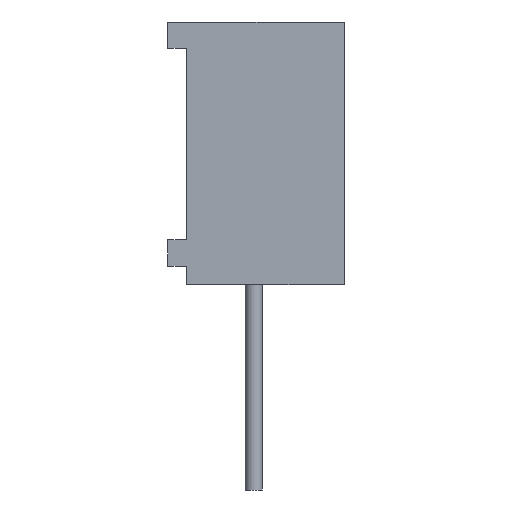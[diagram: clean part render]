
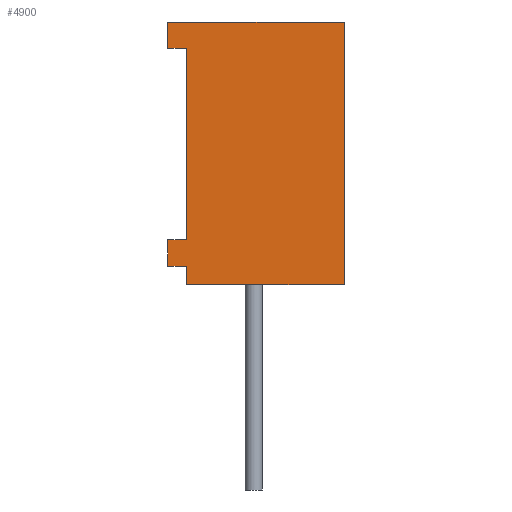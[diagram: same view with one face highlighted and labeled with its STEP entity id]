
A CAD part, left-side view. The second image highlights one B-rep face of the part: STEP entity #4900.
In plain terms, the highlighted planar face has unit normal (-1, 0, 0).
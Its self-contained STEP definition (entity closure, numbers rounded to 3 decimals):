
#260=LINE('',#7610,#656);
#264=LINE('',#7618,#660);
#279=LINE('',#7648,#675);
#283=LINE('',#7656,#679);
#286=LINE('',#7662,#682);
#445=LINE('',#8032,#841);
#449=LINE('',#8057,#845);
#450=LINE('',#8059,#846);
#454=LINE('',#8067,#850);
#455=LINE('',#8069,#851);
#656=VECTOR('',#5489,1000.);
#660=VECTOR('',#5493,1000.);
#675=VECTOR('',#5516,1000.);
#679=VECTOR('',#5524,1000.);
#682=VECTOR('',#5529,1000.);
#841=VECTOR('',#5850,1000.);
#845=VECTOR('',#5894,1000.);
#846=VECTOR('',#5897,1000.);
#850=VECTOR('',#5905,1000.);
#851=VECTOR('',#5906,1000.);
#1701=ORIENTED_EDGE('',*,*,#2353,.T.);
#1702=ORIENTED_EDGE('',*,*,#2152,.F.);
#1703=ORIENTED_EDGE('',*,*,#2133,.T.);
#1704=ORIENTED_EDGE('',*,*,#2335,.T.);
#1705=ORIENTED_EDGE('',*,*,#2358,.F.);
#1706=ORIENTED_EDGE('',*,*,#2359,.F.);
#1707=ORIENTED_EDGE('',*,*,#2354,.T.);
#1708=ORIENTED_EDGE('',*,*,#2159,.F.);
#1709=ORIENTED_EDGE('',*,*,#2137,.T.);
#1710=ORIENTED_EDGE('',*,*,#2156,.T.);
#2133=EDGE_CURVE('',#2540,#2539,#260,.T.);
#2137=EDGE_CURVE('',#2544,#2543,#264,.T.);
#2152=EDGE_CURVE('',#2540,#2554,#279,.T.);
#2156=EDGE_CURVE('',#2543,#2556,#283,.T.);
#2159=EDGE_CURVE('',#2544,#2558,#286,.T.);
#2335=EDGE_CURVE('',#2539,#2684,#445,.T.);
#2353=EDGE_CURVE('',#2556,#2554,#449,.T.);
#2354=EDGE_CURVE('',#2686,#2558,#450,.T.);
#2358=EDGE_CURVE('',#2688,#2684,#454,.T.);
#2359=EDGE_CURVE('',#2686,#2688,#455,.T.);
#2539=VERTEX_POINT('',#7609);
#2540=VERTEX_POINT('',#7611);
#2543=VERTEX_POINT('',#7617);
#2544=VERTEX_POINT('',#7619);
#2554=VERTEX_POINT('',#7646);
#2556=VERTEX_POINT('',#7655);
#2558=VERTEX_POINT('',#7660);
#2684=VERTEX_POINT('',#8031);
#2686=VERTEX_POINT('',#8060);
#2688=VERTEX_POINT('',#8068);
#2949=EDGE_LOOP('',(#1701,#1702,#1703,#1704,#1705,#1706,#1707,#1708,#1709,
#1710));
#3169=FACE_BOUND('',#2949,.T.);
#3345=PLANE('',#5108);
#4900=ADVANCED_FACE('',(#3169),#3345,.T.);
#5108=AXIS2_PLACEMENT_3D('',#8066,#5903,#5904);
#5489=DIRECTION('',(0.,0.,-1.));
#5493=DIRECTION('',(0.,0.,-1.));
#5516=DIRECTION('',(0.,1.,0.));
#5524=DIRECTION('',(0.,1.,0.));
#5529=DIRECTION('',(0.,1.,0.));
#5850=DIRECTION('',(0.,-1.,0.));
#5894=DIRECTION('',(0.,0.,-1.));
#5897=DIRECTION('',(0.,0.,-1.));
#5903=DIRECTION('',(-1.,0.,0.));
#5904=DIRECTION('',(0.,0.,1.));
#5905=DIRECTION('',(0.,0.,-1.));
#5906=DIRECTION('',(0.,-1.,0.));
#7609=CARTESIAN_POINT('',(-3.3,4.2,-3.5));
#7610=CARTESIAN_POINT('',(-3.3,4.2,-3.5));
#7611=CARTESIAN_POINT('',(-3.3,4.2,-3.));
#7617=CARTESIAN_POINT('',(-3.3,4.2,-2.3));
#7618=CARTESIAN_POINT('',(-3.3,4.2,2.8));
#7619=CARTESIAN_POINT('',(-3.3,4.2,2.8));
#7646=CARTESIAN_POINT('',(-3.3,4.7,-3.));
#7648=CARTESIAN_POINT('',(-3.3,4.2,-3.));
#7655=CARTESIAN_POINT('',(-3.3,4.7,-2.3));
#7656=CARTESIAN_POINT('',(-3.3,4.2,-2.3));
#7660=CARTESIAN_POINT('',(-3.3,4.7,2.8));
#7662=CARTESIAN_POINT('',(-3.3,4.2,2.8));
#8031=CARTESIAN_POINT('',(-3.3,0.,-3.5));
#8032=CARTESIAN_POINT('',(-3.3,4.7,-3.5));
#8057=CARTESIAN_POINT('',(-3.3,4.7,3.5));
#8059=CARTESIAN_POINT('',(-3.3,4.7,3.5));
#8060=CARTESIAN_POINT('',(-3.3,4.7,3.5));
#8066=CARTESIAN_POINT('',(-3.3,4.7,3.5));
#8067=CARTESIAN_POINT('',(-3.3,0.,3.5));
#8068=CARTESIAN_POINT('',(-3.3,0.,3.5));
#8069=CARTESIAN_POINT('',(-3.3,4.7,3.5));
